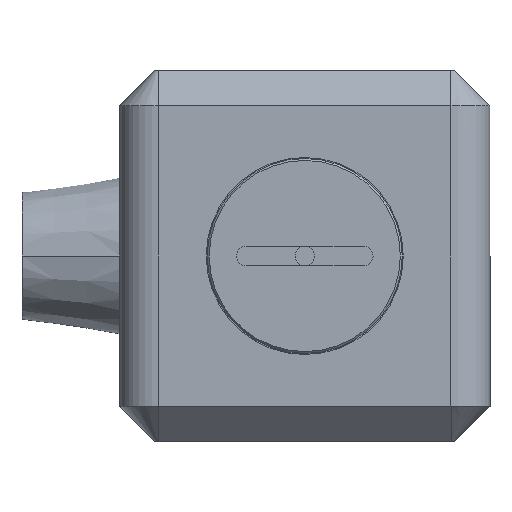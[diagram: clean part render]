
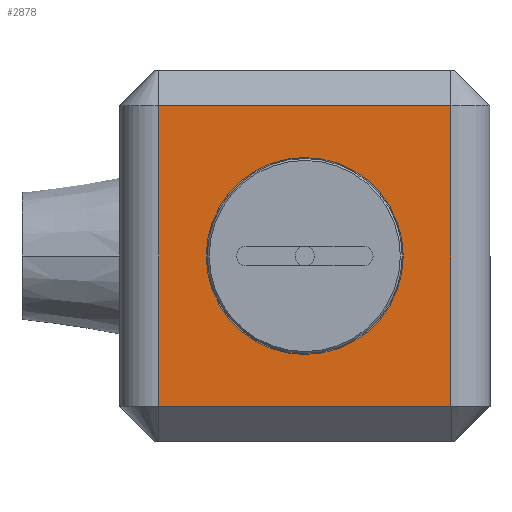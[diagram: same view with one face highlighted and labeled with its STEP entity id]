
A CAD part, left-side view. The second image highlights one B-rep face of the part: STEP entity #2878.
In plain terms, the highlighted planar face has unit normal (-1, 0, 0).
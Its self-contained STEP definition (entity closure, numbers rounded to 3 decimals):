
#88 = CARTESIAN_POINT ( 'NONE',  ( -42., 7.5, 7.7 ) ) ;
#144 = EDGE_CURVE ( 'NONE', #7386, #16810, #18596, .T. ) ;
#724 = DIRECTION ( 'NONE',  ( 0., 0., 1. ) ) ;
#937 = VECTOR ( 'NONE', #24410, 1000. ) ;
#1541 = EDGE_LOOP ( 'NONE', ( #16550, #15285, #12489, #8852 ) ) ;
#2398 = CARTESIAN_POINT ( 'NONE',  ( -42., -7.5, 7.7 ) ) ;
#2437 = DIRECTION ( 'NONE',  ( 1., 0., 0. ) ) ;
#2793 = DIRECTION ( 'NONE',  ( -1., 0., 0. ) ) ;
#2878 = ADVANCED_FACE ( 'NONE', ( #7005, #21760 ), #6842, .T. ) ;
#3054 = CARTESIAN_POINT ( 'NONE',  ( -42., 0., 7.7 ) ) ;
#3250 = CARTESIAN_POINT ( 'NONE',  ( -42., 7.5, -7.7 ) ) ;
#3891 = VERTEX_POINT ( 'NONE', #88 ) ;
#4322 = CARTESIAN_POINT ( 'NONE',  ( -42., 0., -5.05 ) ) ;
#4468 = LINE ( 'NONE', #18009, #21715 ) ;
#4536 = CARTESIAN_POINT ( 'NONE',  ( -42., -7.5, -7.7 ) ) ;
#5031 = CARTESIAN_POINT ( 'NONE',  ( -42., 0., 5.05 ) ) ;
#5411 = DIRECTION ( 'NONE',  ( 0., 1., 0. ) ) ;
#6467 = AXIS2_PLACEMENT_3D ( 'NONE', #23250, #2437, #10148 ) ;
#6842 = PLANE ( 'NONE',  #15582 ) ;
#7005 = FACE_OUTER_BOUND ( 'NONE', #1541, .T. ) ;
#7386 = VERTEX_POINT ( 'NONE', #4536 ) ;
#7433 = CARTESIAN_POINT ( 'NONE',  ( -42., 0., -7.7 ) ) ;
#8852 = ORIENTED_EDGE ( 'NONE', *, *, #144, .F. ) ;
#8871 = CARTESIAN_POINT ( 'NONE',  ( -42., 9.5, -8.5 ) ) ;
#9083 = EDGE_LOOP ( 'NONE', ( #21572, #21974 ) ) ;
#9626 = VECTOR ( 'NONE', #16519, 1000. ) ;
#10148 = DIRECTION ( 'NONE',  ( 0., 0., 1. ) ) ;
#10157 = VECTOR ( 'NONE', #5411, 1000. ) ;
#10513 = EDGE_CURVE ( 'NONE', #14041, #7386, #4468, .T. ) ;
#12382 = DIRECTION ( 'NONE',  ( 0., 0., 1. ) ) ;
#12489 = ORIENTED_EDGE ( 'NONE', *, *, #21056, .T. ) ;
#14041 = VERTEX_POINT ( 'NONE', #2398 ) ;
#15119 = AXIS2_PLACEMENT_3D ( 'NONE', #15222, #17454, #724 ) ;
#15222 = CARTESIAN_POINT ( 'NONE',  ( -42., 0., 0. ) ) ;
#15285 = ORIENTED_EDGE ( 'NONE', *, *, #15608, .F. ) ;
#15582 = AXIS2_PLACEMENT_3D ( 'NONE', #8871, #2793, #12382 ) ;
#15608 = EDGE_CURVE ( 'NONE', #3891, #14041, #24399, .T. ) ;
#16519 = DIRECTION ( 'NONE',  ( 0., -1., 0. ) ) ;
#16550 = ORIENTED_EDGE ( 'NONE', *, *, #10513, .F. ) ;
#16810 = VERTEX_POINT ( 'NONE', #3250 ) ;
#17156 = LINE ( 'NONE', #20569, #937 ) ;
#17284 = EDGE_CURVE ( 'NONE', #18455, #22269, #17298, .T. ) ;
#17298 = CIRCLE ( 'NONE', #6467, 5.05 ) ;
#17454 = DIRECTION ( 'NONE',  ( 1., 0., 0. ) ) ;
#18009 = CARTESIAN_POINT ( 'NONE',  ( -42., -7.5, 30.661 ) ) ;
#18455 = VERTEX_POINT ( 'NONE', #4322 ) ;
#18596 = LINE ( 'NONE', #7433, #10157 ) ;
#20569 = CARTESIAN_POINT ( 'NONE',  ( -42., 7.5, -8.5 ) ) ;
#21056 = EDGE_CURVE ( 'NONE', #3891, #16810, #17156, .T. ) ;
#21572 = ORIENTED_EDGE ( 'NONE', *, *, #22469, .T. ) ;
#21715 = VECTOR ( 'NONE', #23488, 1000. ) ;
#21760 = FACE_BOUND ( 'NONE', #9083, .T. ) ;
#21974 = ORIENTED_EDGE ( 'NONE', *, *, #17284, .T. ) ;
#22269 = VERTEX_POINT ( 'NONE', #5031 ) ;
#22469 = EDGE_CURVE ( 'NONE', #22269, #18455, #23579, .T. ) ;
#23250 = CARTESIAN_POINT ( 'NONE',  ( -42., 0., 0. ) ) ;
#23488 = DIRECTION ( 'NONE',  ( 0., 0., -1. ) ) ;
#23579 = CIRCLE ( 'NONE', #15119, 5.05 ) ;
#24399 = LINE ( 'NONE', #3054, #9626 ) ;
#24410 = DIRECTION ( 'NONE',  ( 0., 0., -1. ) ) ;
